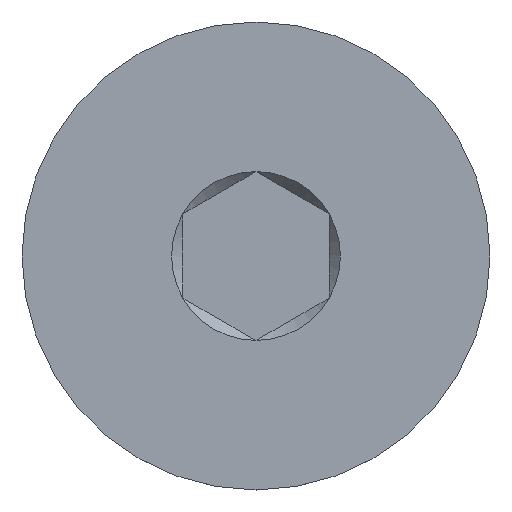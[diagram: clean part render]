
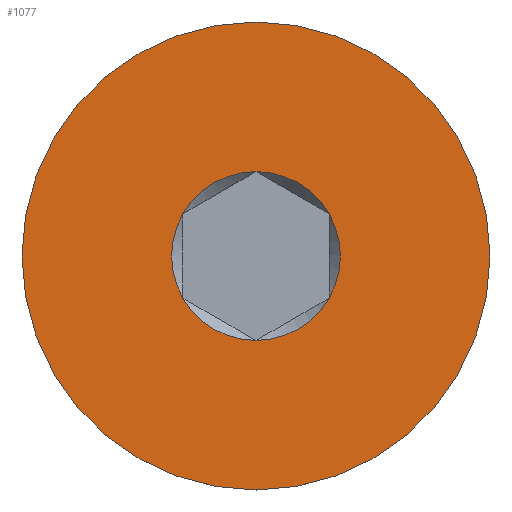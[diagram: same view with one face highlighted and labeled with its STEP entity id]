
A CAD part, top view. The second image highlights one B-rep face of the part: STEP entity #1077.
In plain terms, the highlighted planar face has unit normal (0, 0, 1).
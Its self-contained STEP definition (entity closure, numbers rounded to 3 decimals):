
#17=FACE_BOUND('',#190,.T.);
#18=PLANE('',#1172);
#127=FACE_OUTER_BOUND('',#189,.T.);
#189=EDGE_LOOP('',(#844,#845));
#190=EDGE_LOOP('',(#846,#847,#848,#849,#850,#851));
#214=CIRCLE('',#1163,1.443);
#215=CIRCLE('',#1165,4.);
#216=CIRCLE('',#1166,4.);
#221=CIRCLE('',#1173,1.443);
#222=CIRCLE('',#1174,1.443);
#223=CIRCLE('',#1175,1.443);
#224=CIRCLE('',#1176,1.443);
#225=CIRCLE('',#1177,1.443);
#469=VERTEX_POINT('',#6063);
#470=VERTEX_POINT('',#6064);
#471=VERTEX_POINT('',#6070);
#472=VERTEX_POINT('',#6071);
#478=VERTEX_POINT('',#6142);
#479=VERTEX_POINT('',#6144);
#480=VERTEX_POINT('',#6146);
#481=VERTEX_POINT('',#6148);
#619=EDGE_CURVE('',#469,#470,#214,.T.);
#620=EDGE_CURVE('',#471,#472,#215,.T.);
#621=EDGE_CURVE('',#472,#471,#216,.T.);
#630=EDGE_CURVE('',#470,#478,#221,.T.);
#631=EDGE_CURVE('',#478,#479,#222,.T.);
#632=EDGE_CURVE('',#479,#480,#223,.T.);
#633=EDGE_CURVE('',#480,#481,#224,.T.);
#634=EDGE_CURVE('',#481,#469,#225,.T.);
#844=ORIENTED_EDGE('',*,*,#620,.T.);
#845=ORIENTED_EDGE('',*,*,#621,.T.);
#846=ORIENTED_EDGE('',*,*,#630,.T.);
#847=ORIENTED_EDGE('',*,*,#631,.T.);
#848=ORIENTED_EDGE('',*,*,#632,.T.);
#849=ORIENTED_EDGE('',*,*,#633,.T.);
#850=ORIENTED_EDGE('',*,*,#634,.T.);
#851=ORIENTED_EDGE('',*,*,#619,.T.);
#1077=ADVANCED_FACE('',(#127,#17),#18,.F.);
#1163=AXIS2_PLACEMENT_3D('',#6068,#1332,#1333);
#1165=AXIS2_PLACEMENT_3D('',#6072,#1336,#1337);
#1166=AXIS2_PLACEMENT_3D('',#6073,#1338,#1339);
#1172=AXIS2_PLACEMENT_3D('',#6141,#1352,#1353);
#1173=AXIS2_PLACEMENT_3D('',#6143,#1354,#1355);
#1174=AXIS2_PLACEMENT_3D('',#6145,#1356,#1357);
#1175=AXIS2_PLACEMENT_3D('',#6147,#1358,#1359);
#1176=AXIS2_PLACEMENT_3D('',#6149,#1360,#1361);
#1177=AXIS2_PLACEMENT_3D('',#6150,#1362,#1363);
#1332=DIRECTION('center_axis',(0.,0.,-1.));
#1333=DIRECTION('ref_axis',(-1.,0.,0.));
#1336=DIRECTION('center_axis',(0.,0.,1.));
#1337=DIRECTION('ref_axis',(0.,-1.,0.));
#1338=DIRECTION('center_axis',(0.,0.,1.));
#1339=DIRECTION('ref_axis',(0.,-1.,0.));
#1352=DIRECTION('center_axis',(0.,0.,-1.));
#1353=DIRECTION('ref_axis',(0.,1.,0.));
#1354=DIRECTION('center_axis',(0.,0.,-1.));
#1355=DIRECTION('ref_axis',(-1.,0.,0.));
#1356=DIRECTION('center_axis',(0.,0.,-1.));
#1357=DIRECTION('ref_axis',(-1.,0.,0.));
#1358=DIRECTION('center_axis',(0.,0.,-1.));
#1359=DIRECTION('ref_axis',(-1.,0.,0.));
#1360=DIRECTION('center_axis',(0.,0.,-1.));
#1361=DIRECTION('ref_axis',(-1.,0.,0.));
#1362=DIRECTION('center_axis',(0.,0.,-1.));
#1363=DIRECTION('ref_axis',(-1.,0.,0.));
#6063=CARTESIAN_POINT('',(-1.25,-0.722,8.));
#6064=CARTESIAN_POINT('',(-1.25,0.722,8.));
#6068=CARTESIAN_POINT('Origin',(0.,0.,8.));
#6070=CARTESIAN_POINT('',(0.,-4.,8.));
#6071=CARTESIAN_POINT('',(0.,4.,8.));
#6072=CARTESIAN_POINT('Origin',(0.,0.,8.));
#6073=CARTESIAN_POINT('Origin',(0.,0.,8.));
#6141=CARTESIAN_POINT('Origin',(0.,0.,
8.));
#6142=CARTESIAN_POINT('',(0.,1.443,8.));
#6143=CARTESIAN_POINT('Origin',(0.,0.,8.));
#6144=CARTESIAN_POINT('',(1.25,0.722,8.));
#6145=CARTESIAN_POINT('Origin',(0.,0.,8.));
#6146=CARTESIAN_POINT('',(1.25,-0.722,8.));
#6147=CARTESIAN_POINT('Origin',(0.,0.,8.));
#6148=CARTESIAN_POINT('',(0.,-1.443,8.));
#6149=CARTESIAN_POINT('Origin',(0.,0.,8.));
#6150=CARTESIAN_POINT('Origin',(0.,0.,8.));
